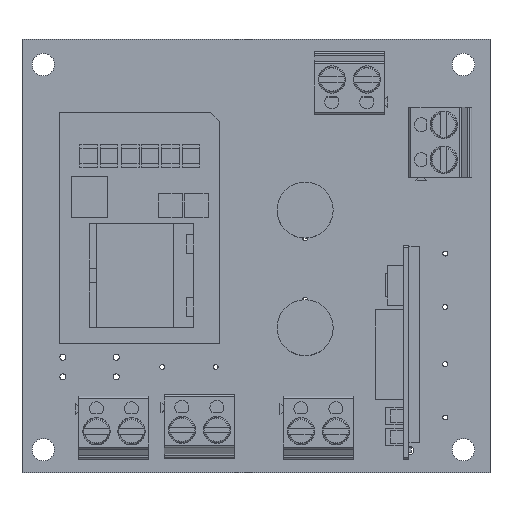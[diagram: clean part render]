
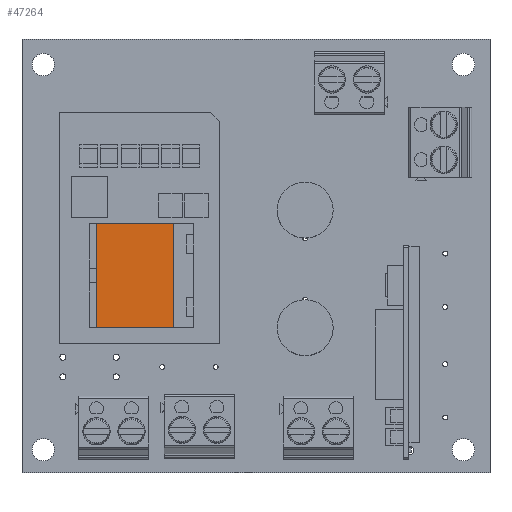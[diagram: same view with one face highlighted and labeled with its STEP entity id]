
A CAD part, top view. The second image highlights one B-rep face of the part: STEP entity #47264.
In plain terms, the highlighted planar face has unit normal (0, 0, 1).
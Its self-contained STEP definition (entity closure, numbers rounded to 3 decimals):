
#47264 = ADVANCED_FACE('',(#47265),#47299,.T.);
#47265 = FACE_BOUND('',#47266,.T.);
#47266 = EDGE_LOOP('',(#47267,#47277,#47285,#47293));
#47267 = ORIENTED_EDGE('',*,*,#47268,.T.);
#47268 = EDGE_CURVE('',#47269,#47271,#47273,.T.);
#47269 = VERTEX_POINT('',#47270);
#47270 = CARTESIAN_POINT('',(126.57,74.414,
    12.167));
#47271 = VERTEX_POINT('',#47272);
#47272 = CARTESIAN_POINT('',(137.57,74.414,
    12.167));
#47273 = LINE('',#47274,#47275);
#47274 = CARTESIAN_POINT('',(125.57,74.414,
    12.167));
#47275 = VECTOR('',#47276,1.);
#47276 = DIRECTION('',(1.,0.,0.));
#47277 = ORIENTED_EDGE('',*,*,#47278,.T.);
#47278 = EDGE_CURVE('',#47271,#47279,#47281,.T.);
#47279 = VERTEX_POINT('',#47280);
#47280 = CARTESIAN_POINT('',(137.57,89.314,
    12.167));
#47281 = LINE('',#47282,#47283);
#47282 = CARTESIAN_POINT('',(137.57,74.414,
    12.167));
#47283 = VECTOR('',#47284,1.);
#47284 = DIRECTION('',(0.,1.,0.));
#47285 = ORIENTED_EDGE('',*,*,#47286,.T.);
#47286 = EDGE_CURVE('',#47279,#47287,#47289,.T.);
#47287 = VERTEX_POINT('',#47288);
#47288 = CARTESIAN_POINT('',(126.57,89.314,
    12.167));
#47289 = LINE('',#47290,#47291);
#47290 = CARTESIAN_POINT('',(125.57,89.314,
    12.167));
#47291 = VECTOR('',#47292,1.);
#47292 = DIRECTION('',(-1.,0.,0.));
#47293 = ORIENTED_EDGE('',*,*,#47294,.T.);
#47294 = EDGE_CURVE('',#47287,#47269,#47295,.T.);
#47295 = LINE('',#47296,#47297);
#47296 = CARTESIAN_POINT('',(126.57,74.414,
    12.167));
#47297 = VECTOR('',#47298,1.);
#47298 = DIRECTION('',(0.,-1.,0.));
#47299 = PLANE('',#47300);
#47300 = AXIS2_PLACEMENT_3D('',#47301,#47302,#47303);
#47301 = CARTESIAN_POINT('',(133.02,81.864,
    12.167));
#47302 = DIRECTION('',(0.,0.,1.));
#47303 = DIRECTION('',(1.,0.,0.));
